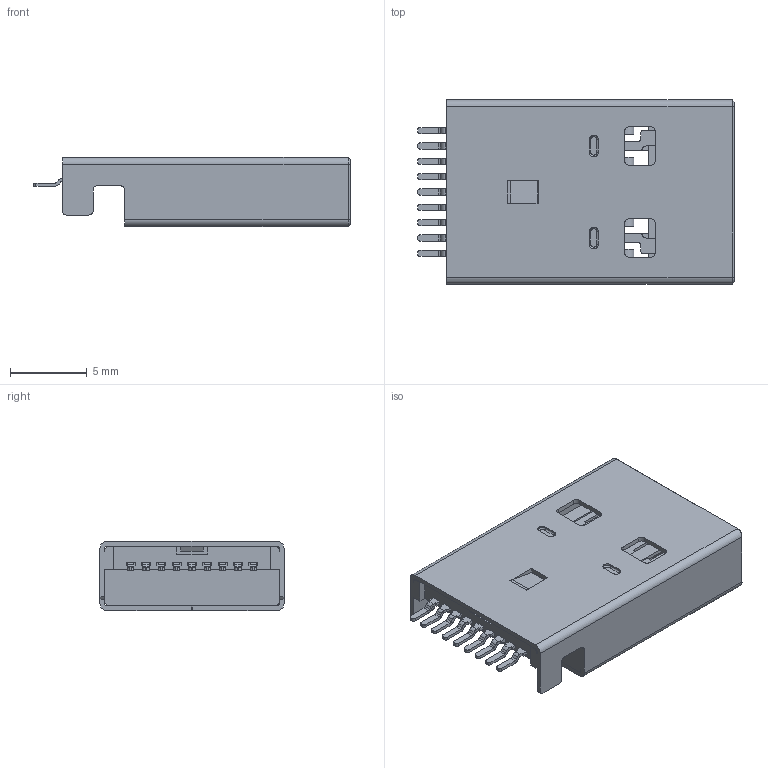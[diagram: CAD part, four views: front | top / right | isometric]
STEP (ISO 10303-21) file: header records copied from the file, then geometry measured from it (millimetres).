
FILE_DESCRIPTION(('FreeCAD Model'),'2;1');
FILE_NAME('GSB4164X5XHR.step','2019-10-17T01:41:11',('kicad StepUp'),('ksu MCAD'), 'Open CASCADE STEP processor 7.3','FreeCAD','Unknown');
FILE_SCHEMA(('AUTOMOTIVE_DESIGN { 1 0 10303 214 1 1 1 1 }'));
Length unit declared in the file: millimetre
Products named in the file (1): GSB4164X5XHR
Bounding box: 20.65 x 12 x 4.5 mm (x, y, z)
Volume: 506.1 mm3; surface area: 1791.1 mm2
Topology: 1 solids, 1 shells, 613 faces, 1783 edges, 1174 vertices
Faces by surface type: plane 429, cylinder 172, torus 8, cone 4
Entity records: 20293 total; most frequent: CARTESIAN_POINT 3744, ORIENTED_EDGE 3566, DIRECTION 3317, EDGE_CURVE 1783, LINE 1421, VECTOR 1421, VERTEX_POINT 1174, AXIS2_PLACEMENT_3D 948
